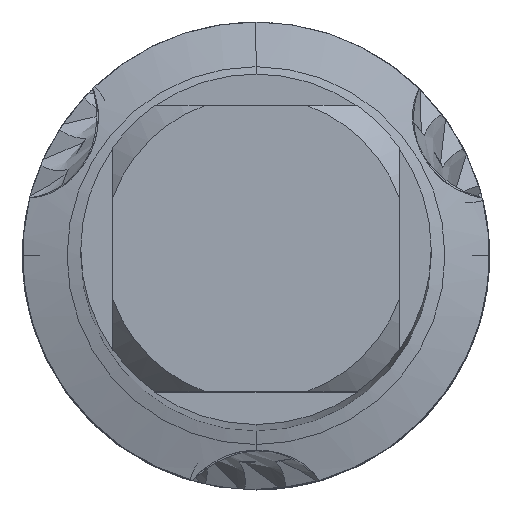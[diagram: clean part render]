
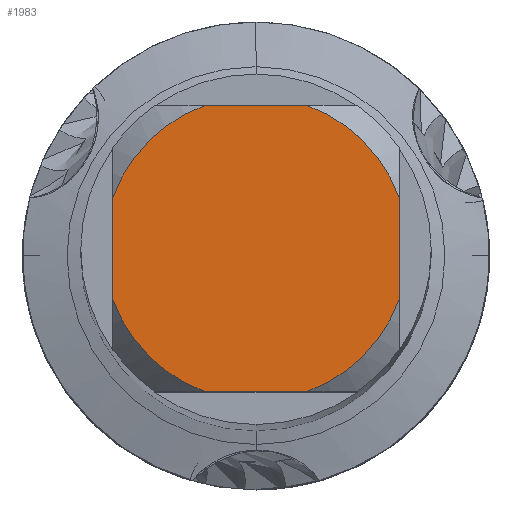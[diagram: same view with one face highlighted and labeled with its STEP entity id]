
A CAD part, top view. The second image highlights one B-rep face of the part: STEP entity #1983.
In plain terms, the highlighted planar face has unit normal (0, 0, 1).
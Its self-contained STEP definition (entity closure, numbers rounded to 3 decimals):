
#1857=VERTEX_POINT('',#5211);
#1983=ADVANCED_FACE('',(#5353),#5354,.T.);
#2063=VERTEX_POINT('',#5445);
#2363=EDGE_CURVE('',#1857,#2063,#5775,.T.);
#2453=EDGE_CURVE('',#4999,#4451,#5868,.T.);
#2523=VERTEX_POINT('',#5946);
#2537=EDGE_CURVE('',#2691,#4451,#5962,.T.);
#2691=VERTEX_POINT('',#6127);
#3283=VERTEX_POINT('',#6769);
#3635=VERTEX_POINT('',#7153);
#3929=EDGE_CURVE('',#2523,#2063,#7476,.T.);
#4273=EDGE_CURVE('',#1857,#3283,#7851,.T.);
#4451=VERTEX_POINT('',#8048);
#4715=EDGE_CURVE('',#2523,#3635,#8329,.T.);
#4839=EDGE_CURVE('',#4999,#3635,#8468,.T.);
#4997=EDGE_CURVE('',#2691,#3283,#8637,.T.);
#4999=VERTEX_POINT('',#8639);
#5211=CARTESIAN_POINT('',(0.87,2.45,0.0));
#5353=FACE_OUTER_BOUND('',#9341,.T.);
#5354=PLANE('',#9342);
#5445=CARTESIAN_POINT('',(2.45,0.87,0.0));
#5775=CIRCLE('',#10449,2.6);
#5868=CIRCLE('',#10669,2.6);
#5946=CARTESIAN_POINT('',(2.45,-0.87,0.0));
#5962=LINE('',#10898,#10899);
#6127=CARTESIAN_POINT('',(-2.45,0.87,0.0));
#6769=CARTESIAN_POINT('',(-0.87,2.45,0.0));
#7153=CARTESIAN_POINT('',(0.87,-2.45,0.0));
#7476=LINE('',#15131,#15132);
#7851=LINE('',#16230,#16231);
#8048=CARTESIAN_POINT('',(-2.45,-0.87,0.0));
#8329=CIRCLE('',#17543,2.6);
#8468=LINE('',#17877,#17878);
#8637=CIRCLE('',#18281,2.6);
#8639=CARTESIAN_POINT('',(-0.87,-2.45,0.0));
#9341=EDGE_LOOP('',(#18676,#18677,#18678,#18679,#18680,#18681,#18682,#18683));
#9342=AXIS2_PLACEMENT_3D('',#18684,#18685,#18686);
#10449=AXIS2_PLACEMENT_3D('',#19248,#19249,#19250);
#10669=AXIS2_PLACEMENT_3D('',#19320,#19321,#19322);
#10898=CARTESIAN_POINT('',(-2.45,0.65,0.0));
#10899=VECTOR('',#19440,1.0);
#15131=CARTESIAN_POINT('',(2.45,0.65,0.0));
#15132=VECTOR('',#20947,1.0);
#16230=CARTESIAN_POINT('',(0.0,2.45,0.0));
#16231=VECTOR('',#21408,1.0);
#17543=AXIS2_PLACEMENT_3D('',#21966,#21967,#21968);
#17877=CARTESIAN_POINT('',(0.0,-2.45,0.0));
#17878=VECTOR('',#22135,1.0);
#18281=AXIS2_PLACEMENT_3D('',#22289,#22290,#22291);
#18676=ORIENTED_EDGE('',*,*,#2537,.T.);
#18677=ORIENTED_EDGE('',*,*,#2453,.F.);
#18678=ORIENTED_EDGE('',*,*,#4839,.T.);
#18679=ORIENTED_EDGE('',*,*,#4715,.F.);
#18680=ORIENTED_EDGE('',*,*,#3929,.T.);
#18681=ORIENTED_EDGE('',*,*,#2363,.F.);
#18682=ORIENTED_EDGE('',*,*,#4273,.T.);
#18683=ORIENTED_EDGE('',*,*,#4997,.F.);
#18684=CARTESIAN_POINT('',(0.0,1.3,0.0));
#18685=DIRECTION('',(-0.0,0.0,1.0));
#18686=DIRECTION('',(0.0,-1.0,0.0));
#19248=CARTESIAN_POINT('',(0.0,0.0,0.0));
#19249=DIRECTION('',(0.0,0.0,-1.0));
#19250=DIRECTION('',(0.0,1.0,0.0));
#19320=CARTESIAN_POINT('',(0.0,0.0,0.0));
#19321=DIRECTION('',(0.0,0.0,-1.0));
#19322=DIRECTION('',(0.0,1.0,0.0));
#19440=DIRECTION('',(-0.0,-1.0,0.0));
#20947=DIRECTION('',(-0.0,1.0,0.0));
#21408=DIRECTION('',(-1.0,0.0,0.0));
#21966=CARTESIAN_POINT('',(0.0,0.0,0.0));
#21967=DIRECTION('',(0.0,0.0,-1.0));
#21968=DIRECTION('',(0.0,1.0,0.0));
#22135=DIRECTION('',(1.0,0.0,0.0));
#22289=CARTESIAN_POINT('',(0.0,0.0,0.0));
#22290=DIRECTION('',(0.0,0.0,-1.0));
#22291=DIRECTION('',(0.0,1.0,0.0));
